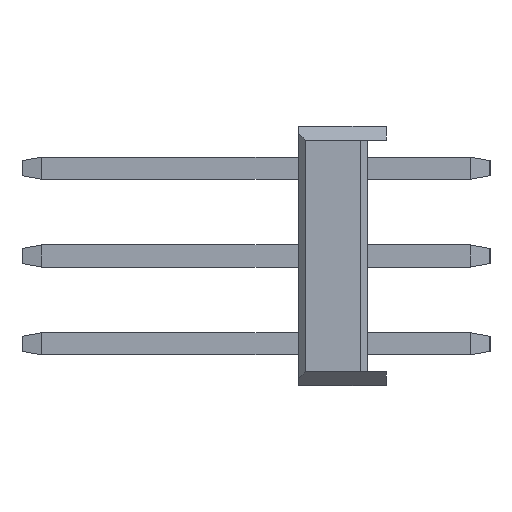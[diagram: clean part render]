
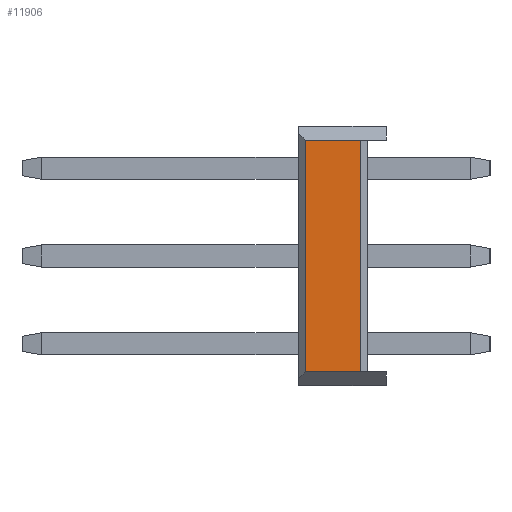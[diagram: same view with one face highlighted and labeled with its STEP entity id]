
A CAD part, left-side view. The second image highlights one B-rep face of the part: STEP entity #11906.
In plain terms, the highlighted planar face has unit normal (-1, 0, 0).
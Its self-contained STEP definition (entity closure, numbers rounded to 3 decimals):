
#2536 = EDGE_CURVE ( 'NONE', #28632, #6436, #28262, .T. ) ;
#3261 = EDGE_CURVE ( 'NONE', #18889, #10561, #18173, .T. ) ;
#4762 = LINE ( 'NONE', #29767, #17141 ) ;
#5543 = DIRECTION ( 'NONE',  ( 0., 0., -1. ) ) ;
#5596 = EDGE_CURVE ( 'NONE', #10561, #6436, #4762, .T. ) ;
#6132 = ORIENTED_EDGE ( 'NONE', *, *, #5596, .T. ) ;
#6416 = DIRECTION ( 'NONE',  ( 0., -1., 0. ) ) ;
#6436 = VERTEX_POINT ( 'NONE', #18802 ) ;
#7683 = ORIENTED_EDGE ( 'NONE', *, *, #3261, .T. ) ;
#8277 = PLANE ( 'NONE',  #11917 ) ;
#8629 = VECTOR ( 'NONE', #5543, 1000. ) ;
#9836 = DIRECTION ( 'NONE',  ( 0., 0., -1. ) ) ;
#10561 = VERTEX_POINT ( 'NONE', #11287 ) ;
#10766 = DIRECTION ( 'NONE',  ( 1., 0., 0. ) ) ;
#11287 = CARTESIAN_POINT ( 'NONE',  ( -1.27, 2.34, -3.35 ) ) ;
#11906 = ADVANCED_FACE ( 'NONE', ( #20615 ), #8277, .F. ) ;
#11917 = AXIS2_PLACEMENT_3D ( 'NONE', #15597, #10766, #27977 ) ;
#14499 = EDGE_CURVE ( 'NONE', #18889, #28632, #27669, .T. ) ;
#15597 = CARTESIAN_POINT ( 'NONE',  ( -1.27, 2.54, -3.35 ) ) ;
#17141 = VECTOR ( 'NONE', #17455, 1000. ) ;
#17455 = DIRECTION ( 'NONE',  ( 0., -1., 0. ) ) ;
#18004 = EDGE_LOOP ( 'NONE', ( #20778, #7683, #6132, #25020 ) ) ;
#18173 = LINE ( 'NONE', #27048, #29756 ) ;
#18802 = CARTESIAN_POINT ( 'NONE',  ( -1.27, 0.74, -3.35 ) ) ;
#18889 = VERTEX_POINT ( 'NONE', #22019 ) ;
#20615 = FACE_OUTER_BOUND ( 'NONE', #18004, .T. ) ;
#20778 = ORIENTED_EDGE ( 'NONE', *, *, #14499, .F. ) ;
#21092 = VECTOR ( 'NONE', #6416, 1000. ) ;
#22019 = CARTESIAN_POINT ( 'NONE',  ( -1.27, 2.34, 3.35 ) ) ;
#25020 = ORIENTED_EDGE ( 'NONE', *, *, #2536, .F. ) ;
#25285 = CARTESIAN_POINT ( 'NONE',  ( -1.27, 0.74, 3.35 ) ) ;
#26948 = CARTESIAN_POINT ( 'NONE',  ( -1.27, 0.74, 3.35 ) ) ;
#27048 = CARTESIAN_POINT ( 'NONE',  ( -1.27, 2.34, -3.35 ) ) ;
#27669 = LINE ( 'NONE', #31126, #21092 ) ;
#27977 = DIRECTION ( 'NONE',  ( 0., 0., -1. ) ) ;
#28262 = LINE ( 'NONE', #25285, #8629 ) ;
#28632 = VERTEX_POINT ( 'NONE', #26948 ) ;
#29756 = VECTOR ( 'NONE', #9836, 1000. ) ;
#29767 = CARTESIAN_POINT ( 'NONE',  ( -1.27, 2.54, -3.35 ) ) ;
#31126 = CARTESIAN_POINT ( 'NONE',  ( -1.27, 2.54, 3.35 ) ) ;
